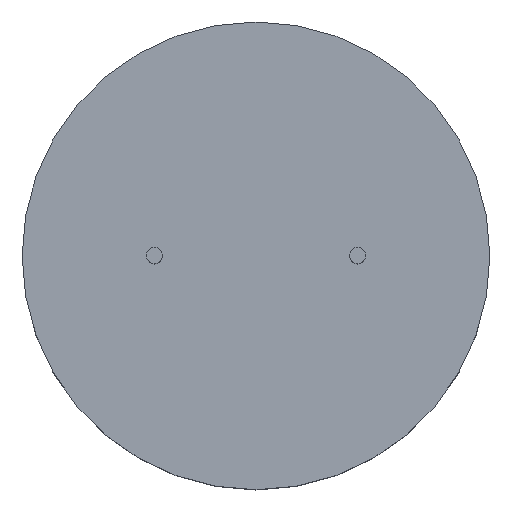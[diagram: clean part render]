
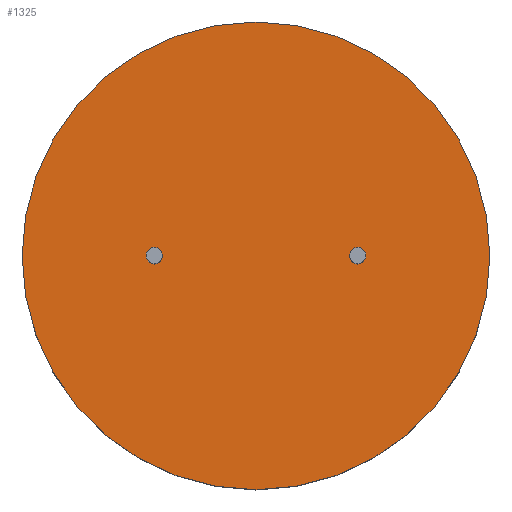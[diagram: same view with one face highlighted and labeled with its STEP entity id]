
A CAD part, top view. The second image highlights one B-rep face of the part: STEP entity #1325.
In plain terms, the highlighted planar face has unit normal (0, 0, 1).
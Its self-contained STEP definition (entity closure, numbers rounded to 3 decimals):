
#113 = CIRCLE ( 'NONE', #330, 0.4 ) ;
#177 = PLANE ( 'NONE',  #1654 ) ;
#185 = CIRCLE ( 'NONE', #477, 11.5 ) ;
#187 = CARTESIAN_POINT ( 'NONE',  ( -5., 0., 6.8 ) ) ;
#193 = CARTESIAN_POINT ( 'NONE',  ( 5., 0., 6.8 ) ) ;
#274 = CARTESIAN_POINT ( 'NONE',  ( -11.5, 0., 6.8 ) ) ;
#286 = DIRECTION ( 'NONE',  ( 0., 0., 1. ) ) ;
#289 = DIRECTION ( 'NONE',  ( 1., 0., 0. ) ) ;
#296 = AXIS2_PLACEMENT_3D ( 'NONE', #193, #411, #289 ) ;
#330 = AXIS2_PLACEMENT_3D ( 'NONE', #187, #286, #1370 ) ;
#351 = AXIS2_PLACEMENT_3D ( 'NONE', #960, #1301, #937 ) ;
#388 = CARTESIAN_POINT ( 'NONE',  ( -5.4, 0., 6.8 ) ) ;
#393 = CARTESIAN_POINT ( 'NONE',  ( 0., 0., 6.8 ) ) ;
#411 = DIRECTION ( 'NONE',  ( 0., 0., 1. ) ) ;
#436 = CARTESIAN_POINT ( 'NONE',  ( -4.6, 0., 6.8 ) ) ;
#450 = DIRECTION ( 'NONE',  ( 0., 0., 1. ) ) ;
#477 = AXIS2_PLACEMENT_3D ( 'NONE', #1753, #652, #786 ) ;
#496 = CARTESIAN_POINT ( 'NONE',  ( 5.4, 0., 6.8 ) ) ;
#499 = CIRCLE ( 'NONE', #351, 0.4 ) ;
#547 = VERTEX_POINT ( 'NONE', #719 ) ;
#585 = VERTEX_POINT ( 'NONE', #388 ) ;
#597 = CIRCLE ( 'NONE', #296, 0.4 ) ;
#618 = ORIENTED_EDGE ( 'NONE', *, *, #1610, .F. ) ;
#625 = ORIENTED_EDGE ( 'NONE', *, *, #768, .F. ) ;
#630 = VERTEX_POINT ( 'NONE', #274 ) ;
#652 = DIRECTION ( 'NONE',  ( 0., 0., 1. ) ) ;
#663 = EDGE_CURVE ( 'NONE', #547, #1621, #597, .T. ) ;
#702 = FACE_BOUND ( 'NONE', #1067, .T. ) ;
#719 = CARTESIAN_POINT ( 'NONE',  ( 4.6, 0., 6.8 ) ) ;
#768 = EDGE_CURVE ( 'NONE', #1609, #585, #499, .T. ) ;
#786 = DIRECTION ( 'NONE',  ( 1., 0., 0. ) ) ;
#796 = CARTESIAN_POINT ( 'NONE',  ( 5., 0., 6.8 ) ) ;
#814 = EDGE_CURVE ( 'NONE', #915, #630, #1098, .T. ) ;
#821 = AXIS2_PLACEMENT_3D ( 'NONE', #796, #450, #1045 ) ;
#852 = CARTESIAN_POINT ( 'NONE',  ( 0., 0., 6.8 ) ) ;
#915 = VERTEX_POINT ( 'NONE', #1330 ) ;
#937 = DIRECTION ( 'NONE',  ( 1., 0., 0. ) ) ;
#960 = CARTESIAN_POINT ( 'NONE',  ( -5., 0., 6.8 ) ) ;
#963 = ORIENTED_EDGE ( 'NONE', *, *, #1696, .T. ) ;
#978 = DIRECTION ( 'NONE',  ( 0., 0., 1. ) ) ;
#1045 = DIRECTION ( 'NONE',  ( 1., 0., 0. ) ) ;
#1067 = EDGE_LOOP ( 'NONE', ( #1207, #618 ) ) ;
#1098 = CIRCLE ( 'NONE', #1557, 11.5 ) ;
#1207 = ORIENTED_EDGE ( 'NONE', *, *, #663, .F. ) ;
#1251 = EDGE_CURVE ( 'NONE', #585, #1609, #113, .T. ) ;
#1283 = FACE_OUTER_BOUND ( 'NONE', #1670, .T. ) ;
#1301 = DIRECTION ( 'NONE',  ( 0., 0., 1. ) ) ;
#1325 = ADVANCED_FACE ( 'NONE', ( #702, #1327, #1283 ), #177, .T. ) ;
#1327 = FACE_BOUND ( 'NONE', #1553, .T. ) ;
#1330 = CARTESIAN_POINT ( 'NONE',  ( 11.5, 0., 6.8 ) ) ;
#1359 = CIRCLE ( 'NONE', #821, 0.4 ) ;
#1370 = DIRECTION ( 'NONE',  ( 1., 0., 0. ) ) ;
#1520 = ORIENTED_EDGE ( 'NONE', *, *, #814, .T. ) ;
#1524 = DIRECTION ( 'NONE',  ( 0., 0., 1. ) ) ;
#1553 = EDGE_LOOP ( 'NONE', ( #1713, #625 ) ) ;
#1557 = AXIS2_PLACEMENT_3D ( 'NONE', #393, #978, #1809 ) ;
#1609 = VERTEX_POINT ( 'NONE', #436 ) ;
#1610 = EDGE_CURVE ( 'NONE', #1621, #547, #1359, .T. ) ;
#1621 = VERTEX_POINT ( 'NONE', #496 ) ;
#1654 = AXIS2_PLACEMENT_3D ( 'NONE', #852, #1524, #1685 ) ;
#1670 = EDGE_LOOP ( 'NONE', ( #963, #1520 ) ) ;
#1685 = DIRECTION ( 'NONE',  ( 1., 0., 0. ) ) ;
#1696 = EDGE_CURVE ( 'NONE', #630, #915, #185, .T. ) ;
#1713 = ORIENTED_EDGE ( 'NONE', *, *, #1251, .F. ) ;
#1753 = CARTESIAN_POINT ( 'NONE',  ( 0., 0., 6.8 ) ) ;
#1809 = DIRECTION ( 'NONE',  ( 1., 0., 0. ) ) ;
